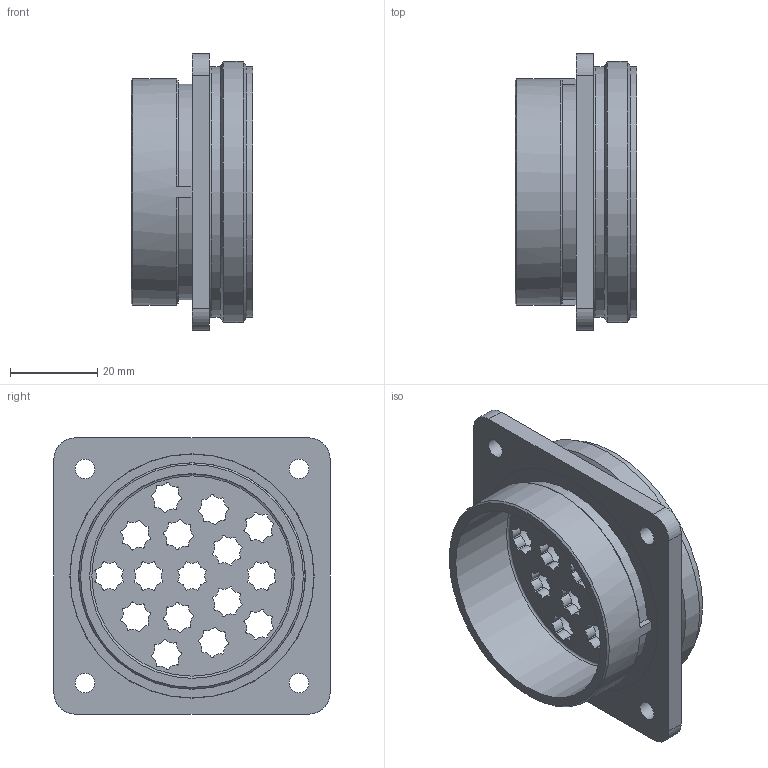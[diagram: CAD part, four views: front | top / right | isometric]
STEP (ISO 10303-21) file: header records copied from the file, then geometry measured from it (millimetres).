
FILE_DESCRIPTION(/* description */ ('STEP AP214'),/* implementation_level */ '2;1');
FILE_NAME(/* name */ '7564_KDVF-16-B',/* time_stamp */ '2024-08-22T13:17:34+02:00',/* author */ ('License CC BY-ND 4.0'),/* organization */ ('CADENAS'),/* preprocessor_version */ 'ST-DEVELOPER v19.3',/* originating_system */ 'PARTsolutions',/* authorisation */ ' ');
FILE_SCHEMA (('AUTOMOTIVE_DESIGN {1 0 10303 214 3 1 1}'));
Length unit declared in the file: millimetre
Products named in the file (1): 7564 KDVF-16-B
Bounding box: 28 x 63.5 x 63.5 mm (x, y, z)
Volume: 29842.4 mm3; surface area: 24651.1 mm2
Topology: 1 solids, 1 shells, 350 faces, 969 edges, 647 vertices
Faces by surface type: cylinder 296, plane 41, torus 7, cone 6
Full cylindrical faces by diameter (mm): 4.5 x4, 8.2 x16, 47 x1, 51.8 x1, 52 x1, 52.9 x1, 53.4 x1, 54.2 x1, 55 x1, 56 x1, 56.1 x1, 57.5 x2, 60 x1
Entity records: 11282 total; most frequent: DIRECTION 2210, CARTESIAN_POINT 1906, ORIENTED_EDGE 1816, AXIS2_PLACEMENT_3D 957, EDGE_CURVE 908, VERTEX_POINT 629, CIRCLE 606, EDGE_LOOP 459
